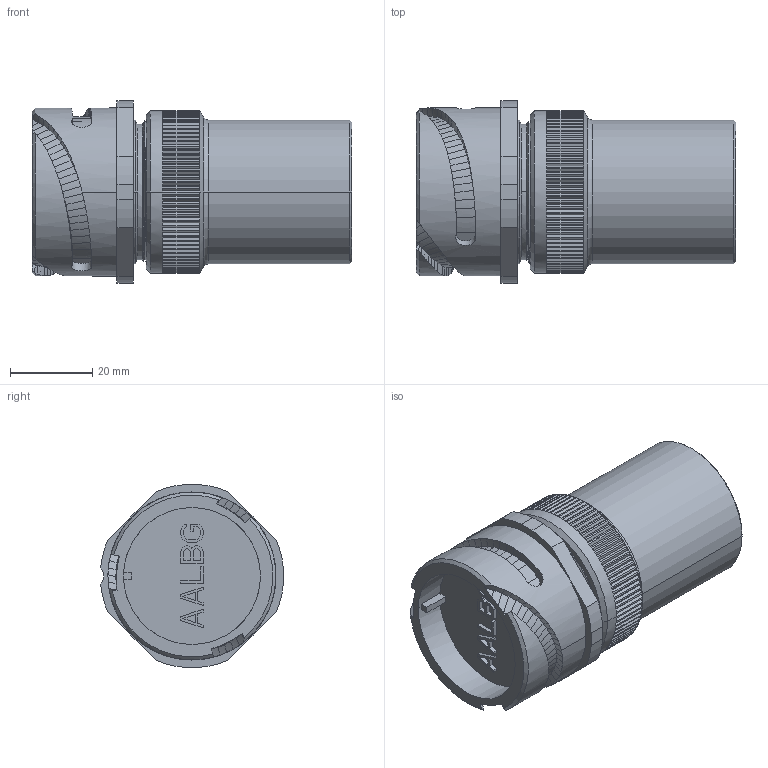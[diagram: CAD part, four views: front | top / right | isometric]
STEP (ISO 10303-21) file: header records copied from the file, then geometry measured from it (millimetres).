
FILE_DESCRIPTION((''),'2;1');
FILE_NAME('VG95234_3101PGPM-24_SW0001','2023-03-22T12:51:54',('paultorloting'),('NET AG system integration'),'CREO PARAMETRIC BY PTC INC, 2021404','CREO PARAMETRIC BY PTC INC, 2021404','');
FILE_SCHEMA(('AUTOMOTIVE_DESIGN { 1 0 10303 214 1 1 1 1 }'));
Length unit declared in the file: millimetre
Products named in the file (1): VG95234_3101PGPM-24_SW0001
Bounding box: 77.71 x 44.43 x 44.45 mm (x, y, z)
Volume: 77034.6 mm3; surface area: 15246.6 mm2
Topology: 1 solids, 1 shells, 895 faces, 2288 edges, 1419 vertices
Faces by surface type: plane 631, bspline 214, cylinder 31, cone 14, torus 5
Entity records: 35758 total; most frequent: CARTESIAN_POINT 10418, ORIENTED_EDGE 4576, DIRECTION 3664, EDGE_CURVE 2288, VECTOR 1583, LINE 1583, VERTEX_POINT 1419, AXIS2_PLACEMENT_3D 1039
